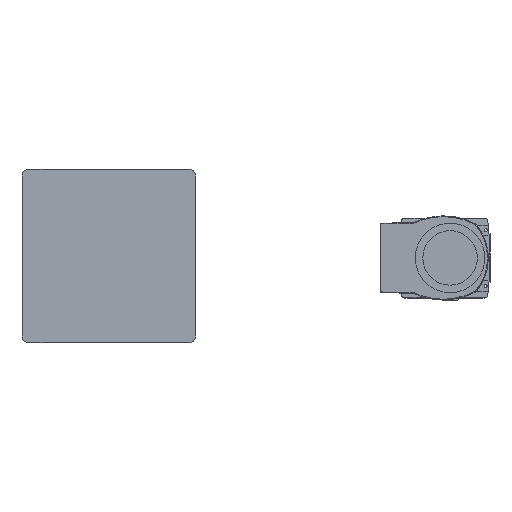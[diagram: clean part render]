
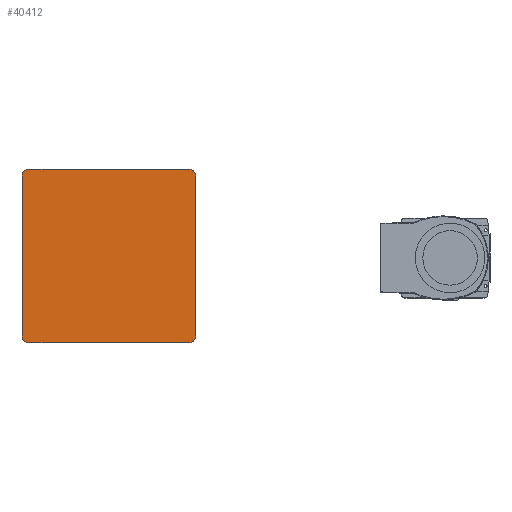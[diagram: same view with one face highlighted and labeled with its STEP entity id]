
A CAD part, top view. The second image highlights one B-rep face of the part: STEP entity #40412.
In plain terms, the highlighted planar face has unit normal (0, 0, 1).
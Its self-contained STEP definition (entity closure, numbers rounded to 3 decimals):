
#40412 = ADVANCED_FACE('',(#40413),#40427,.T.);
#40413 = FACE_BOUND('',#40414,.T.);
#40414 = EDGE_LOOP('',(#40415,#40450,#40479,#40507,#40540,#40568,#40597,
    #40625));
#40415 = ORIENTED_EDGE('',*,*,#40416,.F.);
#40416 = EDGE_CURVE('',#40417,#40419,#40421,.T.);
#40417 = VERTEX_POINT('',#40418);
#40418 = CARTESIAN_POINT('',(-233.,-224.,1.));
#40419 = VERTEX_POINT('',#40420);
#40420 = CARTESIAN_POINT('',(-233.,236.,1.));
#40421 = SURFACE_CURVE('',#40422,(#40426,#40438),.PCURVE_S1.);
#40422 = LINE('',#40423,#40424);
#40423 = CARTESIAN_POINT('',(-233.,-244.,1.));
#40424 = VECTOR('',#40425,1.);
#40425 = DIRECTION('',(0.,1.,0.));
#40426 = PCURVE('',#40427,#40432);
#40427 = PLANE('',#40428);
#40428 = AXIS2_PLACEMENT_3D('',#40429,#40430,#40431);
#40429 = CARTESIAN_POINT('',(-233.,-244.,1.));
#40430 = DIRECTION('',(0.,0.,1.));
#40431 = DIRECTION('',(1.,0.,0.));
#40432 = DEFINITIONAL_REPRESENTATION('',(#40433),#40437);
#40433 = LINE('',#40434,#40435);
#40434 = CARTESIAN_POINT('',(0.,0.));
#40435 = VECTOR('',#40436,1.);
#40436 = DIRECTION('',(0.,1.));
#40437 = ( GEOMETRIC_REPRESENTATION_CONTEXT(2) 
PARAMETRIC_REPRESENTATION_CONTEXT() REPRESENTATION_CONTEXT('2D SPACE',''
  ) );
#40438 = PCURVE('',#40439,#40444);
#40439 = PLANE('',#40440);
#40440 = AXIS2_PLACEMENT_3D('',#40441,#40442,#40443);
#40441 = CARTESIAN_POINT('',(-233.,-244.,-24.));
#40442 = DIRECTION('',(1.,0.,0.));
#40443 = DIRECTION('',(0.,0.,1.));
#40444 = DEFINITIONAL_REPRESENTATION('',(#40445),#40449);
#40445 = LINE('',#40446,#40447);
#40446 = CARTESIAN_POINT('',(25.,0.));
#40447 = VECTOR('',#40448,1.);
#40448 = DIRECTION('',(0.,-1.));
#40449 = ( GEOMETRIC_REPRESENTATION_CONTEXT(2) 
PARAMETRIC_REPRESENTATION_CONTEXT() REPRESENTATION_CONTEXT('2D SPACE',''
  ) );
#40450 = ORIENTED_EDGE('',*,*,#40451,.T.);
#40451 = EDGE_CURVE('',#40417,#40452,#40454,.T.);
#40452 = VERTEX_POINT('',#40453);
#40453 = CARTESIAN_POINT('',(-213.,-244.,1.));
#40454 = SURFACE_CURVE('',#40455,(#40460,#40467),.PCURVE_S1.);
#40455 = CIRCLE('',#40456,20.);
#40456 = AXIS2_PLACEMENT_3D('',#40457,#40458,#40459);
#40457 = CARTESIAN_POINT('',(-213.,-224.,1.));
#40458 = DIRECTION('',(-0.,0.,1.));
#40459 = DIRECTION('',(0.,-1.,0.));
#40460 = PCURVE('',#40427,#40461);
#40461 = DEFINITIONAL_REPRESENTATION('',(#40462),#40466);
#40462 = CIRCLE('',#40463,20.);
#40463 = AXIS2_PLACEMENT_2D('',#40464,#40465);
#40464 = CARTESIAN_POINT('',(20.,20.));
#40465 = DIRECTION('',(0.,-1.));
#40466 = ( GEOMETRIC_REPRESENTATION_CONTEXT(2) 
PARAMETRIC_REPRESENTATION_CONTEXT() REPRESENTATION_CONTEXT('2D SPACE',''
  ) );
#40467 = PCURVE('',#40468,#40473);
#40468 = CYLINDRICAL_SURFACE('',#40469,20.);
#40469 = AXIS2_PLACEMENT_3D('',#40470,#40471,#40472);
#40470 = CARTESIAN_POINT('',(-213.,-224.,-24.));
#40471 = DIRECTION('',(0.,0.,1.));
#40472 = DIRECTION('',(-1.,0.,0.));
#40473 = DEFINITIONAL_REPRESENTATION('',(#40474),#40478);
#40474 = LINE('',#40475,#40476);
#40475 = CARTESIAN_POINT('',(-4.712,25.));
#40476 = VECTOR('',#40477,1.);
#40477 = DIRECTION('',(1.,0.));
#40478 = ( GEOMETRIC_REPRESENTATION_CONTEXT(2) 
PARAMETRIC_REPRESENTATION_CONTEXT() REPRESENTATION_CONTEXT('2D SPACE',''
  ) );
#40479 = ORIENTED_EDGE('',*,*,#40480,.T.);
#40480 = EDGE_CURVE('',#40452,#40481,#40483,.T.);
#40481 = VERTEX_POINT('',#40482);
#40482 = CARTESIAN_POINT('',(247.,-244.,1.));
#40483 = SURFACE_CURVE('',#40484,(#40488,#40495),.PCURVE_S1.);
#40484 = LINE('',#40485,#40486);
#40485 = CARTESIAN_POINT('',(-233.,-244.,1.));
#40486 = VECTOR('',#40487,1.);
#40487 = DIRECTION('',(1.,0.,0.));
#40488 = PCURVE('',#40427,#40489);
#40489 = DEFINITIONAL_REPRESENTATION('',(#40490),#40494);
#40490 = LINE('',#40491,#40492);
#40491 = CARTESIAN_POINT('',(0.,0.));
#40492 = VECTOR('',#40493,1.);
#40493 = DIRECTION('',(1.,0.));
#40494 = ( GEOMETRIC_REPRESENTATION_CONTEXT(2) 
PARAMETRIC_REPRESENTATION_CONTEXT() REPRESENTATION_CONTEXT('2D SPACE',''
  ) );
#40495 = PCURVE('',#40496,#40501);
#40496 = PLANE('',#40497);
#40497 = AXIS2_PLACEMENT_3D('',#40498,#40499,#40500);
#40498 = CARTESIAN_POINT('',(-233.,-244.,-24.));
#40499 = DIRECTION('',(0.,1.,0.));
#40500 = DIRECTION('',(0.,0.,1.));
#40501 = DEFINITIONAL_REPRESENTATION('',(#40502),#40506);
#40502 = LINE('',#40503,#40504);
#40503 = CARTESIAN_POINT('',(25.,0.));
#40504 = VECTOR('',#40505,1.);
#40505 = DIRECTION('',(0.,1.));
#40506 = ( GEOMETRIC_REPRESENTATION_CONTEXT(2) 
PARAMETRIC_REPRESENTATION_CONTEXT() REPRESENTATION_CONTEXT('2D SPACE',''
  ) );
#40507 = ORIENTED_EDGE('',*,*,#40508,.F.);
#40508 = EDGE_CURVE('',#40509,#40481,#40511,.T.);
#40509 = VERTEX_POINT('',#40510);
#40510 = CARTESIAN_POINT('',(267.,-224.,1.));
#40511 = SURFACE_CURVE('',#40512,(#40517,#40528),.PCURVE_S1.);
#40512 = CIRCLE('',#40513,20.);
#40513 = AXIS2_PLACEMENT_3D('',#40514,#40515,#40516);
#40514 = CARTESIAN_POINT('',(247.,-224.,1.));
#40515 = DIRECTION('',(-0.,-0.,-1.));
#40516 = DIRECTION('',(0.,-1.,0.));
#40517 = PCURVE('',#40427,#40518);
#40518 = DEFINITIONAL_REPRESENTATION('',(#40519),#40527);
#40519 = ( BOUNDED_CURVE() B_SPLINE_CURVE(2,(#40520,#40521,#40522,#40523
    ,#40524,#40525,#40526),.UNSPECIFIED.,.T.,.F.) 
B_SPLINE_CURVE_WITH_KNOTS((1,2,2,2,2,1),(-2.094,0.,
    2.094,4.189,6.283,8.378),
.UNSPECIFIED.) CURVE() GEOMETRIC_REPRESENTATION_ITEM() 
RATIONAL_B_SPLINE_CURVE((1.,0.5,1.,0.5,1.,0.5,1.)) REPRESENTATION_ITEM(
  '') );
#40520 = CARTESIAN_POINT('',(480.,0.));
#40521 = CARTESIAN_POINT('',(445.359,0.));
#40522 = CARTESIAN_POINT('',(462.679,30.));
#40523 = CARTESIAN_POINT('',(480.,60.));
#40524 = CARTESIAN_POINT('',(497.321,30.));
#40525 = CARTESIAN_POINT('',(514.641,0.));
#40526 = CARTESIAN_POINT('',(480.,0.));
#40527 = ( GEOMETRIC_REPRESENTATION_CONTEXT(2) 
PARAMETRIC_REPRESENTATION_CONTEXT() REPRESENTATION_CONTEXT('2D SPACE',''
  ) );
#40528 = PCURVE('',#40529,#40534);
#40529 = CYLINDRICAL_SURFACE('',#40530,20.);
#40530 = AXIS2_PLACEMENT_3D('',#40531,#40532,#40533);
#40531 = CARTESIAN_POINT('',(247.,-224.,-24.));
#40532 = DIRECTION('',(0.,0.,1.));
#40533 = DIRECTION('',(1.,0.,0.));
#40534 = DEFINITIONAL_REPRESENTATION('',(#40535),#40539);
#40535 = LINE('',#40536,#40537);
#40536 = CARTESIAN_POINT('',(4.712,25.));
#40537 = VECTOR('',#40538,1.);
#40538 = DIRECTION('',(-1.,0.));
#40539 = ( GEOMETRIC_REPRESENTATION_CONTEXT(2) 
PARAMETRIC_REPRESENTATION_CONTEXT() REPRESENTATION_CONTEXT('2D SPACE',''
  ) );
#40540 = ORIENTED_EDGE('',*,*,#40541,.T.);
#40541 = EDGE_CURVE('',#40509,#40542,#40544,.T.);
#40542 = VERTEX_POINT('',#40543);
#40543 = CARTESIAN_POINT('',(267.,236.,1.));
#40544 = SURFACE_CURVE('',#40545,(#40549,#40556),.PCURVE_S1.);
#40545 = LINE('',#40546,#40547);
#40546 = CARTESIAN_POINT('',(267.,-244.,1.));
#40547 = VECTOR('',#40548,1.);
#40548 = DIRECTION('',(0.,1.,0.));
#40549 = PCURVE('',#40427,#40550);
#40550 = DEFINITIONAL_REPRESENTATION('',(#40551),#40555);
#40551 = LINE('',#40552,#40553);
#40552 = CARTESIAN_POINT('',(500.,0.));
#40553 = VECTOR('',#40554,1.);
#40554 = DIRECTION('',(0.,1.));
#40555 = ( GEOMETRIC_REPRESENTATION_CONTEXT(2) 
PARAMETRIC_REPRESENTATION_CONTEXT() REPRESENTATION_CONTEXT('2D SPACE',''
  ) );
#40556 = PCURVE('',#40557,#40562);
#40557 = PLANE('',#40558);
#40558 = AXIS2_PLACEMENT_3D('',#40559,#40560,#40561);
#40559 = CARTESIAN_POINT('',(267.,-244.,-24.));
#40560 = DIRECTION('',(1.,0.,0.));
#40561 = DIRECTION('',(0.,0.,1.));
#40562 = DEFINITIONAL_REPRESENTATION('',(#40563),#40567);
#40563 = LINE('',#40564,#40565);
#40564 = CARTESIAN_POINT('',(25.,0.));
#40565 = VECTOR('',#40566,1.);
#40566 = DIRECTION('',(0.,-1.));
#40567 = ( GEOMETRIC_REPRESENTATION_CONTEXT(2) 
PARAMETRIC_REPRESENTATION_CONTEXT() REPRESENTATION_CONTEXT('2D SPACE',''
  ) );
#40568 = ORIENTED_EDGE('',*,*,#40569,.T.);
#40569 = EDGE_CURVE('',#40542,#40570,#40572,.T.);
#40570 = VERTEX_POINT('',#40571);
#40571 = CARTESIAN_POINT('',(247.,256.,1.));
#40572 = SURFACE_CURVE('',#40573,(#40578,#40585),.PCURVE_S1.);
#40573 = CIRCLE('',#40574,20.);
#40574 = AXIS2_PLACEMENT_3D('',#40575,#40576,#40577);
#40575 = CARTESIAN_POINT('',(247.,236.,1.));
#40576 = DIRECTION('',(-0.,0.,1.));
#40577 = DIRECTION('',(0.,-1.,0.));
#40578 = PCURVE('',#40427,#40579);
#40579 = DEFINITIONAL_REPRESENTATION('',(#40580),#40584);
#40580 = CIRCLE('',#40581,20.);
#40581 = AXIS2_PLACEMENT_2D('',#40582,#40583);
#40582 = CARTESIAN_POINT('',(480.,480.));
#40583 = DIRECTION('',(0.,-1.));
#40584 = ( GEOMETRIC_REPRESENTATION_CONTEXT(2) 
PARAMETRIC_REPRESENTATION_CONTEXT() REPRESENTATION_CONTEXT('2D SPACE',''
  ) );
#40585 = PCURVE('',#40586,#40591);
#40586 = CYLINDRICAL_SURFACE('',#40587,20.);
#40587 = AXIS2_PLACEMENT_3D('',#40588,#40589,#40590);
#40588 = CARTESIAN_POINT('',(247.,236.,-24.));
#40589 = DIRECTION('',(0.,0.,1.));
#40590 = DIRECTION('',(1.,0.,0.));
#40591 = DEFINITIONAL_REPRESENTATION('',(#40592),#40596);
#40592 = LINE('',#40593,#40594);
#40593 = CARTESIAN_POINT('',(-1.571,25.));
#40594 = VECTOR('',#40595,1.);
#40595 = DIRECTION('',(1.,0.));
#40596 = ( GEOMETRIC_REPRESENTATION_CONTEXT(2) 
PARAMETRIC_REPRESENTATION_CONTEXT() REPRESENTATION_CONTEXT('2D SPACE',''
  ) );
#40597 = ORIENTED_EDGE('',*,*,#40598,.F.);
#40598 = EDGE_CURVE('',#40599,#40570,#40601,.T.);
#40599 = VERTEX_POINT('',#40600);
#40600 = CARTESIAN_POINT('',(-213.,256.,1.));
#40601 = SURFACE_CURVE('',#40602,(#40606,#40613),.PCURVE_S1.);
#40602 = LINE('',#40603,#40604);
#40603 = CARTESIAN_POINT('',(-233.,256.,1.));
#40604 = VECTOR('',#40605,1.);
#40605 = DIRECTION('',(1.,0.,0.));
#40606 = PCURVE('',#40427,#40607);
#40607 = DEFINITIONAL_REPRESENTATION('',(#40608),#40612);
#40608 = LINE('',#40609,#40610);
#40609 = CARTESIAN_POINT('',(0.,500.));
#40610 = VECTOR('',#40611,1.);
#40611 = DIRECTION('',(1.,0.));
#40612 = ( GEOMETRIC_REPRESENTATION_CONTEXT(2) 
PARAMETRIC_REPRESENTATION_CONTEXT() REPRESENTATION_CONTEXT('2D SPACE',''
  ) );
#40613 = PCURVE('',#40614,#40619);
#40614 = PLANE('',#40615);
#40615 = AXIS2_PLACEMENT_3D('',#40616,#40617,#40618);
#40616 = CARTESIAN_POINT('',(-233.,256.,-24.));
#40617 = DIRECTION('',(0.,1.,0.));
#40618 = DIRECTION('',(0.,0.,1.));
#40619 = DEFINITIONAL_REPRESENTATION('',(#40620),#40624);
#40620 = LINE('',#40621,#40622);
#40621 = CARTESIAN_POINT('',(25.,0.));
#40622 = VECTOR('',#40623,1.);
#40623 = DIRECTION('',(0.,1.));
#40624 = ( GEOMETRIC_REPRESENTATION_CONTEXT(2) 
PARAMETRIC_REPRESENTATION_CONTEXT() REPRESENTATION_CONTEXT('2D SPACE',''
  ) );
#40625 = ORIENTED_EDGE('',*,*,#40626,.T.);
#40626 = EDGE_CURVE('',#40599,#40419,#40627,.T.);
#40627 = SURFACE_CURVE('',#40628,(#40633,#40640),.PCURVE_S1.);
#40628 = CIRCLE('',#40629,20.);
#40629 = AXIS2_PLACEMENT_3D('',#40630,#40631,#40632);
#40630 = CARTESIAN_POINT('',(-213.,236.,1.));
#40631 = DIRECTION('',(-0.,0.,1.));
#40632 = DIRECTION('',(0.,-1.,0.));
#40633 = PCURVE('',#40427,#40634);
#40634 = DEFINITIONAL_REPRESENTATION('',(#40635),#40639);
#40635 = CIRCLE('',#40636,20.);
#40636 = AXIS2_PLACEMENT_2D('',#40637,#40638);
#40637 = CARTESIAN_POINT('',(20.,480.));
#40638 = DIRECTION('',(0.,-1.));
#40639 = ( GEOMETRIC_REPRESENTATION_CONTEXT(2) 
PARAMETRIC_REPRESENTATION_CONTEXT() REPRESENTATION_CONTEXT('2D SPACE',''
  ) );
#40640 = PCURVE('',#40641,#40646);
#40641 = CYLINDRICAL_SURFACE('',#40642,20.);
#40642 = AXIS2_PLACEMENT_3D('',#40643,#40644,#40645);
#40643 = CARTESIAN_POINT('',(-213.,236.,-24.));
#40644 = DIRECTION('',(0.,0.,1.));
#40645 = DIRECTION('',(0.,1.,0.));
#40646 = DEFINITIONAL_REPRESENTATION('',(#40647),#40651);
#40647 = LINE('',#40648,#40649);
#40648 = CARTESIAN_POINT('',(-3.142,25.));
#40649 = VECTOR('',#40650,1.);
#40650 = DIRECTION('',(1.,0.));
#40651 = ( GEOMETRIC_REPRESENTATION_CONTEXT(2) 
PARAMETRIC_REPRESENTATION_CONTEXT() REPRESENTATION_CONTEXT('2D SPACE',''
  ) );
